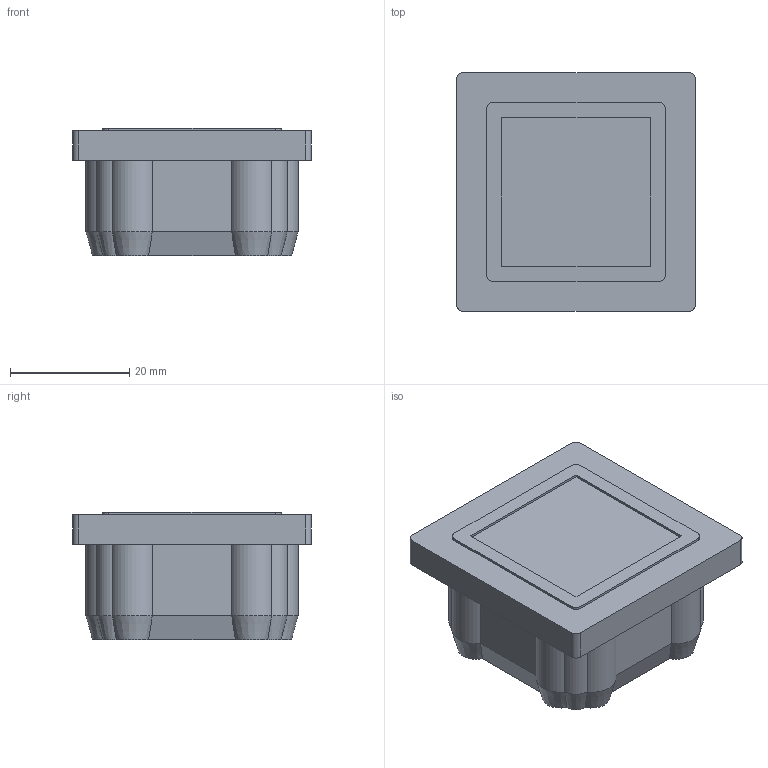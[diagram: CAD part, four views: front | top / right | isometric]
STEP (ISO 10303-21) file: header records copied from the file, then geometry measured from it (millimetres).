
FILE_DESCRIPTION (( 'STEP AP214' ), '1' );
FILE_NAME ('0020438.step', '2023-04-28T11:51:26', ( '' ), ( '' ), 'SwSTEP 2.0', 'SolidWorks 2020', '' );
FILE_SCHEMA (( 'AUTOMOTIVE_DESIGN' ));
Length unit declared in the file: millimetre
Products named in the file (1): 0020438
Bounding box: 40 x 40 x 21.4 mm (x, y, z)
Volume: 11632.7 mm3; surface area: 7917 mm2
Topology: 1 solids, 1 shells, 72 faces, 182 edges, 116 vertices
Faces by surface type: plane 34, cylinder 22, cone 16
Entity records: 2224 total; most frequent: CARTESIAN_POINT 437, DIRECTION 372, ORIENTED_EDGE 364, EDGE_CURVE 182, AXIS2_PLACEMENT_3D 135, VERTEX_POINT 116, LINE 102, VECTOR 102
